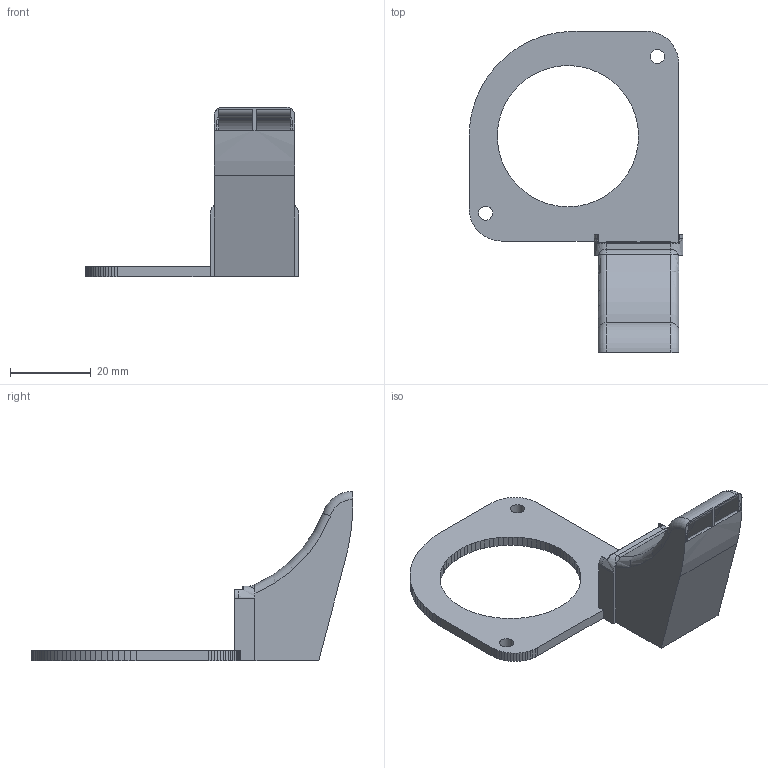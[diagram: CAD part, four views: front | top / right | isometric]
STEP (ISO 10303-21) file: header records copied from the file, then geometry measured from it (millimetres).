
FILE_DESCRIPTION(/* description */ (''),/* implementation_level */ '2;1');
FILE_NAME(/* name */ 'new wind guide3.stp',/* time_stamp */ '2016-02-07T21:50:37-03:00',/* author */ ('Erwin'),/* organization */ (''),/* preprocessor_version */ 'ST-DEVELOPER v16.1',/* originating_system */ 'Autodesk Inventor 2016',/* authorisation */ '');
FILE_SCHEMA (('AUTOMOTIVE_DESIGN { 1 0 10303 214 3 1 1 }'));
Length unit declared in the file: millimetre
Products named in the file (2): guide; new wind guide3
Assembly tree (1 placements, depth 2):
  new wind guide3
    guide
Bounding box: 53 x 79.74 x 41.97 mm (x, y, z)
Volume: 9209.5 mm3; surface area: 10661.5 mm2
Topology: 1 solids, 1 shells, 243 faces, 726 edges, 481 vertices
Faces by surface type: plane 198, cylinder 27, bspline 14, torus 4
Full cylindrical faces by diameter (mm): 3.5 x2
Entity records: 9608 total; most frequent: CARTESIAN_POINT 3105, ORIENTED_EDGE 1444, DIRECTION 1200, EDGE_CURVE 722, LINE 616, VECTOR 616, VERTEX_POINT 479, AXIS2_PLACEMENT_3D 292
